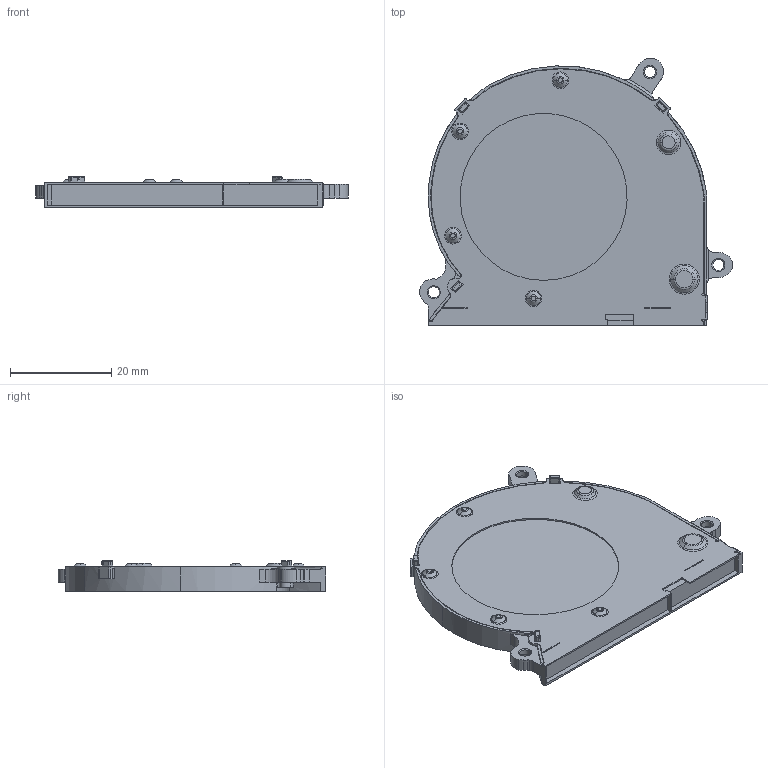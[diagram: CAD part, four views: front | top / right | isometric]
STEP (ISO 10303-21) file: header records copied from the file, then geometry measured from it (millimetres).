
FILE_DESCRIPTION(/* description */ (''),/* implementation_level */ '2;1');
FILE_NAME(/* name */ '7298外形3D.stp',/* time_stamp */ '2020-08-13T15:32:54+08:00',/* author */ (''),/* organization */ (''),/* preprocessor_version */ 'ST-DEVELOPER v16',/* originating_system */ 'SIEMENS PLM Software NX 10.0',/* authorisation */ '');
FILE_SCHEMA (('AUTOMOTIVE_DESIGN { 1 0 10303 214 3 1 1 1 }'));
Length unit declared in the file: millimetre
Products named in the file (1): Dg12C04352tvdg
Bounding box: 61.8 x 52.92 x 6 mm (x, y, z)
Volume: 11513.7 mm3; surface area: 6561.3 mm2
Topology: 1 solids, 7 shells, 443 faces, 1257 edges, 849 vertices
Faces by surface type: plane 194, cylinder 143, torus 55, cone 36, bspline 13, sphere 1, extrusion 1
Entity records: 15082 total; most frequent: CARTESIAN_POINT 2969, DIRECTION 2707, ORIENTED_EDGE 2514, EDGE_CURVE 1257, AXIS2_PLACEMENT_3D 1048, VERTEX_POINT 849, CIRCLE 618, VECTOR 611
